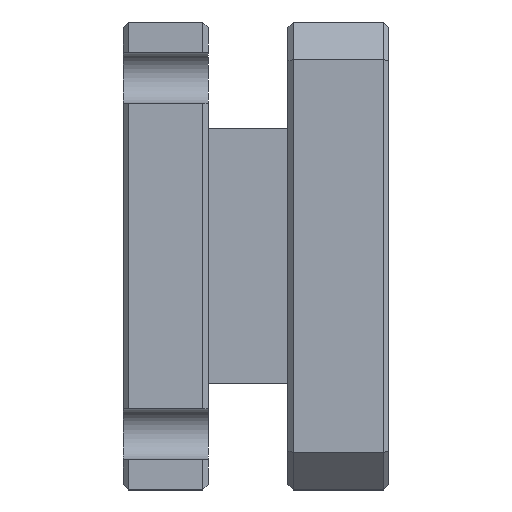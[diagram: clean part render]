
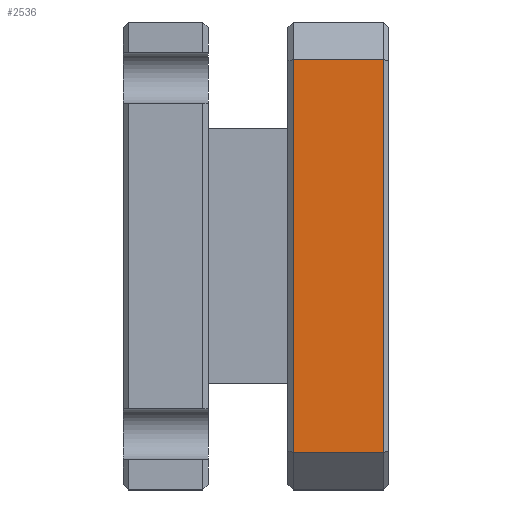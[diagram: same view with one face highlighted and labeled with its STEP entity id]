
A CAD part, left-side view. The second image highlights one B-rep face of the part: STEP entity #2536.
In plain terms, the highlighted planar face has unit normal (-1, 0, 0).
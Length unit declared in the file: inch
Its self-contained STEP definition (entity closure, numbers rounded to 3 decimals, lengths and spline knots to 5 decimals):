
#55 = VERTEX_POINT ( 'NONE', #627 ) ;
#217 = CARTESIAN_POINT ( 'NONE',  ( -0.44, 0.18, -0.37 ) ) ;
#353 = CARTESIAN_POINT ( 'NONE',  ( -0.44, 0.18, 0.44 ) ) ;
#385 = EDGE_CURVE ( 'NONE', #55, #1206, #1737, .T. ) ;
#389 = ORIENTED_EDGE ( 'NONE', *, *, #544, .T. ) ;
#466 = LINE ( 'NONE', #1531, #1273 ) ;
#521 = EDGE_CURVE ( 'NONE', #1734, #1730, #2195, .T. ) ;
#528 = DIRECTION ( 'NONE',  ( 0., 1., 0. ) ) ;
#544 = EDGE_CURVE ( 'NONE', #1206, #1734, #466, .T. ) ;
#597 = CARTESIAN_POINT ( 'NONE',  ( -0.44, 0.01, 0.37 ) ) ;
#627 = CARTESIAN_POINT ( 'NONE',  ( -0.44, 0.18, 0.37 ) ) ;
#655 = CARTESIAN_POINT ( 'NONE',  ( -0.44, 0.01, 0.44 ) ) ;
#693 = EDGE_CURVE ( 'NONE', #1730, #55, #2269, .T. ) ;
#734 = CARTESIAN_POINT ( 'NONE',  ( -0.44, 0.5, 0.37 ) ) ;
#903 = DIRECTION ( 'NONE',  ( 0., 0., 1. ) ) ;
#910 = VECTOR ( 'NONE', #903, 39.37008 ) ;
#915 = FACE_OUTER_BOUND ( 'NONE', #2393, .T. ) ;
#982 = VECTOR ( 'NONE', #1813, 39.37008 ) ;
#1191 = ORIENTED_EDGE ( 'NONE', *, *, #385, .T. ) ;
#1199 = DIRECTION ( 'NONE',  ( 1., 0., 0. ) ) ;
#1206 = VERTEX_POINT ( 'NONE', #217 ) ;
#1229 = DIRECTION ( 'NONE',  ( 0., 0., -1. ) ) ;
#1243 = VECTOR ( 'NONE', #528, 39.37008 ) ;
#1273 = VECTOR ( 'NONE', #2562, 39.37008 ) ;
#1531 = CARTESIAN_POINT ( 'NONE',  ( -0.44, 0.5, -0.37 ) ) ;
#1709 = AXIS2_PLACEMENT_3D ( 'NONE', #2464, #1199, #1229 ) ;
#1730 = VERTEX_POINT ( 'NONE', #597 ) ;
#1734 = VERTEX_POINT ( 'NONE', #2260 ) ;
#1737 = LINE ( 'NONE', #353, #982 ) ;
#1813 = DIRECTION ( 'NONE',  ( 0., 0., -1. ) ) ;
#1833 = ORIENTED_EDGE ( 'NONE', *, *, #521, .T. ) ;
#1965 = ORIENTED_EDGE ( 'NONE', *, *, #693, .T. ) ;
#2195 = LINE ( 'NONE', #655, #910 ) ;
#2260 = CARTESIAN_POINT ( 'NONE',  ( -0.44, 0.01, -0.37 ) ) ;
#2269 = LINE ( 'NONE', #734, #1243 ) ;
#2393 = EDGE_LOOP ( 'NONE', ( #1965, #1191, #389, #1833 ) ) ;
#2464 = CARTESIAN_POINT ( 'NONE',  ( -0.44, 0.5, 0.44 ) ) ;
#2536 = ADVANCED_FACE ( 'NONE', ( #915 ), #2665, .F. ) ;
#2562 = DIRECTION ( 'NONE',  ( 0., -1., 0. ) ) ;
#2665 = PLANE ( 'NONE',  #1709 ) ;
